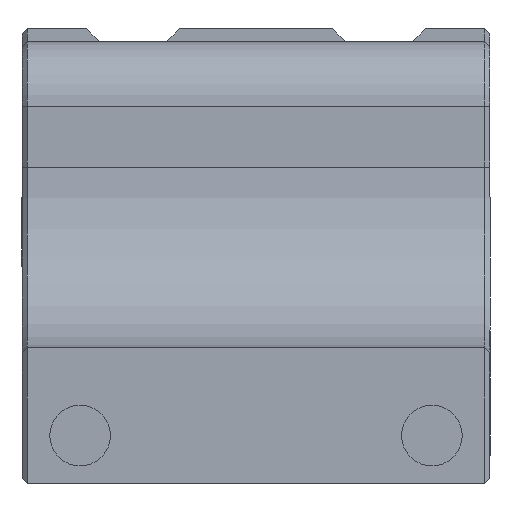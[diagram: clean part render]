
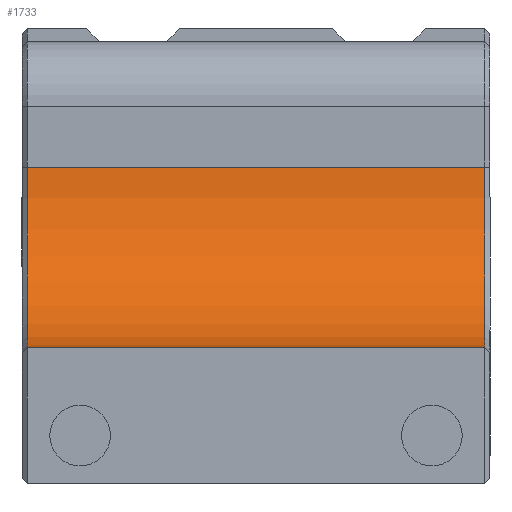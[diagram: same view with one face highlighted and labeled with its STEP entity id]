
A CAD part, front view. The second image highlights one B-rep face of the part: STEP entity #1733.
In plain terms, the highlighted cylindrical face has radius 14 mm (diameter 28 mm), a partial arc.
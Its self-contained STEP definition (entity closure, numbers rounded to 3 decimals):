
#198=FACE_OUTER_BOUND('',#310,.T.);
#310=EDGE_LOOP('',(#1538,#1539,#1540,#1541));
#351=CIRCLE('',#1830,14.);
#361=CIRCLE('',#1868,14.);
#388=LINE('',#2489,#594);
#550=LINE('',#2881,#756);
#594=VECTOR('',#1950,14.);
#756=VECTOR('',#2314,10.);
#796=VERTEX_POINT('',#2483);
#798=VERTEX_POINT('',#2487);
#862=VERTEX_POINT('',#2705);
#899=VERTEX_POINT('',#2838);
#944=EDGE_CURVE('',#798,#796,#388,.T.);
#1047=EDGE_CURVE('',#796,#862,#351,.T.);
#1116=EDGE_CURVE('',#899,#798,#361,.T.);
#1134=EDGE_CURVE('',#899,#862,#550,.T.);
#1538=ORIENTED_EDGE('',*,*,#1047,.F.);
#1539=ORIENTED_EDGE('',*,*,#944,.F.);
#1540=ORIENTED_EDGE('',*,*,#1116,.F.);
#1541=ORIENTED_EDGE('',*,*,#1134,.T.);
#1646=CYLINDRICAL_SURFACE('',#1880,14.);
#1733=ADVANCED_FACE('',(#198),#1646,.F.);
#1830=AXIS2_PLACEMENT_3D('',#2712,#2138,#2139);
#1868=AXIS2_PLACEMENT_3D('',#2847,#2273,#2274);
#1880=AXIS2_PLACEMENT_3D('',#2880,#2312,#2313);
#1950=DIRECTION('',(-1.,0.,0.));
#2138=DIRECTION('center_axis',(1.,0.,0.));
#2139=DIRECTION('ref_axis',(0.,0.707,-0.707));
#2273=DIRECTION('center_axis',(-1.,0.,0.));
#2274=DIRECTION('ref_axis',(0.,0.707,-0.707));
#2312=DIRECTION('center_axis',(-1.,0.,0.));
#2313=DIRECTION('ref_axis',(0.,0.707,-0.707));
#2314=DIRECTION('',(-1.,0.,0.));
#2483=CARTESIAN_POINT('',(110.9,331.006,1.5));
#2487=CARTESIAN_POINT('',(146.355,331.006,1.5));
#2489=CARTESIAN_POINT('',(157.116,331.006,1.5));
#2705=CARTESIAN_POINT('',(110.9,345.006,15.5));
#2712=CARTESIAN_POINT('Origin',(110.9,331.006,15.5));
#2838=CARTESIAN_POINT('',(146.355,345.006,15.5));
#2847=CARTESIAN_POINT('Origin',(146.355,331.006,15.5));
#2880=CARTESIAN_POINT('Origin',(157.116,331.006,15.5));
#2881=CARTESIAN_POINT('',(157.116,345.006,15.5));
